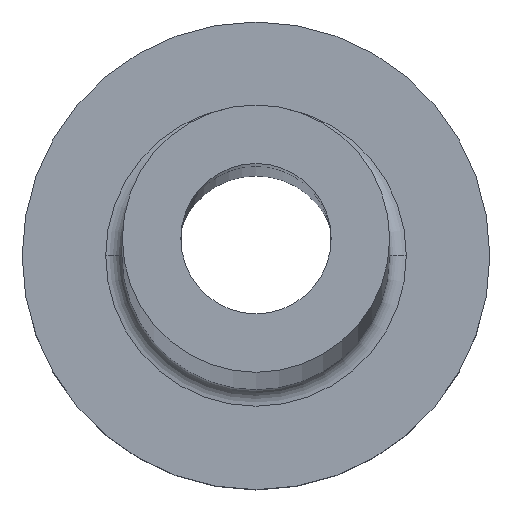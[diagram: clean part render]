
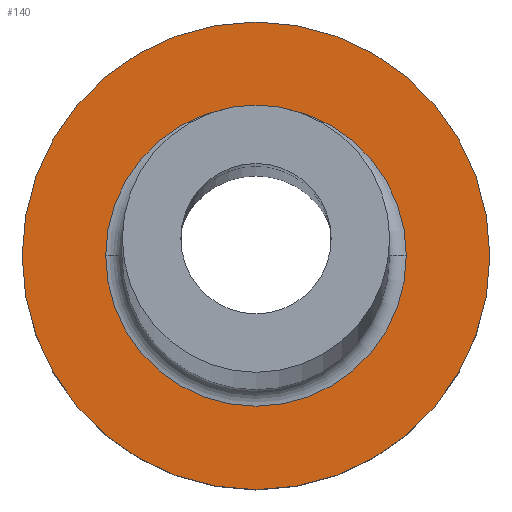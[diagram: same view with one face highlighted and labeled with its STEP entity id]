
A CAD part, top view. The second image highlights one B-rep face of the part: STEP entity #140.
In plain terms, the highlighted planar face has unit normal (0, 0, 1).
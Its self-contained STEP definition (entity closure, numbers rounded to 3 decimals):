
#10 = CARTESIAN_POINT ( 'NONE',  ( -7., 0., 5. ) ) ;
#14 = VERTEX_POINT ( 'NONE', #120 ) ;
#17 = DIRECTION ( 'NONE',  ( 1., 0., 0. ) ) ;
#22 = CARTESIAN_POINT ( 'NONE',  ( 4.5, 0., 5. ) ) ;
#24 = DIRECTION ( 'NONE',  ( 0., 0., 1. ) ) ;
#34 = DIRECTION ( 'NONE',  ( 1., 0., 0. ) ) ;
#37 = EDGE_LOOP ( 'NONE', ( #406, #398 ) ) ;
#48 = DIRECTION ( 'NONE',  ( 0., 0., 1. ) ) ;
#49 = CIRCLE ( 'NONE', #430, 7. ) ;
#59 = VERTEX_POINT ( 'NONE', #10 ) ;
#80 = AXIS2_PLACEMENT_3D ( 'NONE', #247, #48, #399 ) ;
#99 = ORIENTED_EDGE ( 'NONE', *, *, #128, .T. ) ;
#105 = CARTESIAN_POINT ( 'NONE',  ( 0., 0., 5. ) ) ;
#116 = PLANE ( 'NONE',  #80 ) ;
#120 = CARTESIAN_POINT ( 'NONE',  ( 7., 0., 5. ) ) ;
#125 = CARTESIAN_POINT ( 'NONE',  ( 0., 0., 5. ) ) ;
#128 = EDGE_CURVE ( 'NONE', #333, #318, #289, .T. ) ;
#140 = ADVANCED_FACE ( 'NONE', ( #245, #186 ), #116, .T. ) ;
#144 = AXIS2_PLACEMENT_3D ( 'NONE', #352, #411, #296 ) ;
#153 = AXIS2_PLACEMENT_3D ( 'NONE', #271, #241, #173 ) ;
#160 = ORIENTED_EDGE ( 'NONE', *, *, #373, .T. ) ;
#173 = DIRECTION ( 'NONE',  ( 1., 0., 0. ) ) ;
#186 = FACE_OUTER_BOUND ( 'NONE', #37, .T. ) ;
#187 = EDGE_CURVE ( 'NONE', #14, #59, #409, .T. ) ;
#211 = DIRECTION ( 'NONE',  ( 0., 0., -1. ) ) ;
#241 = DIRECTION ( 'NONE',  ( 0., 0., -1. ) ) ;
#245 = FACE_BOUND ( 'NONE', #454, .T. ) ;
#247 = CARTESIAN_POINT ( 'NONE',  ( 0., 0., 5. ) ) ;
#271 = CARTESIAN_POINT ( 'NONE',  ( 0., 0., 5. ) ) ;
#278 = EDGE_CURVE ( 'NONE', #59, #14, #49, .T. ) ;
#289 = CIRCLE ( 'NONE', #388, 4.5 ) ;
#296 = DIRECTION ( 'NONE',  ( 1., 0., 0. ) ) ;
#318 = VERTEX_POINT ( 'NONE', #22 ) ;
#333 = VERTEX_POINT ( 'NONE', #359 ) ;
#346 = CIRCLE ( 'NONE', #153, 4.5 ) ;
#352 = CARTESIAN_POINT ( 'NONE',  ( 0., 0., 5. ) ) ;
#359 = CARTESIAN_POINT ( 'NONE',  ( -4.5, 0., 5. ) ) ;
#373 = EDGE_CURVE ( 'NONE', #318, #333, #346, .T. ) ;
#388 = AXIS2_PLACEMENT_3D ( 'NONE', #105, #211, #34 ) ;
#398 = ORIENTED_EDGE ( 'NONE', *, *, #187, .T. ) ;
#399 = DIRECTION ( 'NONE',  ( 1., 0., 0. ) ) ;
#406 = ORIENTED_EDGE ( 'NONE', *, *, #278, .T. ) ;
#409 = CIRCLE ( 'NONE', #144, 7. ) ;
#411 = DIRECTION ( 'NONE',  ( 0., 0., 1. ) ) ;
#430 = AXIS2_PLACEMENT_3D ( 'NONE', #125, #24, #17 ) ;
#454 = EDGE_LOOP ( 'NONE', ( #160, #99 ) ) ;
